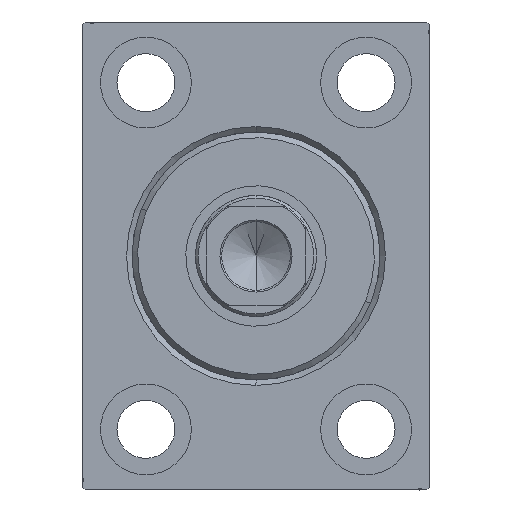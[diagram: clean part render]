
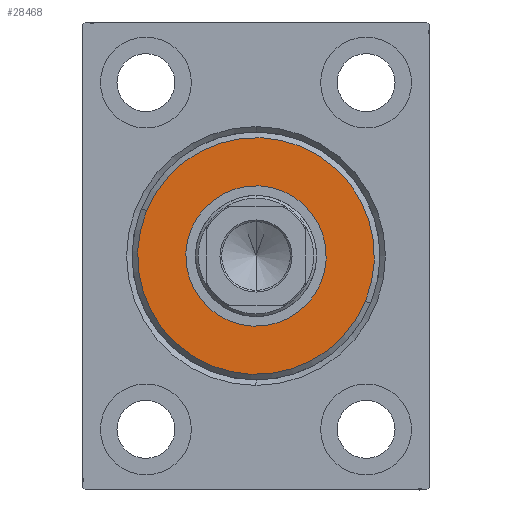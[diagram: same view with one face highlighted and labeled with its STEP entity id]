
A CAD part, left-side view. The second image highlights one B-rep face of the part: STEP entity #28468.
In plain terms, the highlighted face is planar.
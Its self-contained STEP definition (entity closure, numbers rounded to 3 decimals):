
#449 = DIRECTION ( 'NONE',  ( -1., 0., 0. ) ) ;
#3985 = DIRECTION ( 'NONE',  ( 0., 0., -1. ) ) ;
#4197 = FACE_OUTER_BOUND ( 'NONE', #36716, .T. ) ;
#6032 = VERTEX_POINT ( 'NONE', #34982 ) ;
#7382 = CIRCLE ( 'NONE', #35611, 12.75 ) ;
#11424 = ORIENTED_EDGE ( 'NONE', *, *, #19527, .T. ) ;
#11432 = ORIENTED_EDGE ( 'NONE', *, *, #31028, .T. ) ;
#11961 = DIRECTION ( 'NONE',  ( 0., 0., -1. ) ) ;
#12720 = VERTEX_POINT ( 'NONE', #40814 ) ;
#14797 = EDGE_CURVE ( 'NONE', #14839, #42222, #7382, .T. ) ;
#14839 = VERTEX_POINT ( 'NONE', #32049 ) ;
#19527 = EDGE_CURVE ( 'NONE', #12720, #6032, #20919, .T. ) ;
#20919 = CIRCLE ( 'NONE', #24451, 21.5 ) ;
#21233 = FACE_BOUND ( 'NONE', #21341, .T. ) ;
#21341 = EDGE_LOOP ( 'NONE', ( #26553, #43629 ) ) ;
#21608 = EDGE_CURVE ( 'NONE', #42222, #14839, #25185, .T. ) ;
#21671 = DIRECTION ( 'NONE',  ( 1., 0., 0. ) ) ;
#21685 = CARTESIAN_POINT ( 'NONE',  ( 3., 0., 0. ) ) ;
#22349 = AXIS2_PLACEMENT_3D ( 'NONE', #41328, #28072, #25179 ) ;
#22546 = CARTESIAN_POINT ( 'NONE',  ( 3., 0., 12.75 ) ) ;
#24451 = AXIS2_PLACEMENT_3D ( 'NONE', #40076, #27245, #37401 ) ;
#25179 = DIRECTION ( 'NONE',  ( 0., 0., -1. ) ) ;
#25185 = CIRCLE ( 'NONE', #22349, 12.75 ) ;
#26553 = ORIENTED_EDGE ( 'NONE', *, *, #21608, .T. ) ;
#27245 = DIRECTION ( 'NONE',  ( 1., 0., 0. ) ) ;
#27444 = DIRECTION ( 'NONE',  ( 0., 0., -1. ) ) ;
#27655 = CARTESIAN_POINT ( 'NONE',  ( 3., 0., 0. ) ) ;
#28072 = DIRECTION ( 'NONE',  ( -1., 0., 0. ) ) ;
#28468 = ADVANCED_FACE ( 'NONE', ( #4197, #21233 ), #41582, .T. ) ;
#28546 = DIRECTION ( 'NONE',  ( 1., 0., 0. ) ) ;
#30942 = AXIS2_PLACEMENT_3D ( 'NONE', #34512, #21671, #3985 ) ;
#31028 = EDGE_CURVE ( 'NONE', #6032, #12720, #38755, .T. ) ;
#32049 = CARTESIAN_POINT ( 'NONE',  ( 3., 0., -12.75 ) ) ;
#32422 = AXIS2_PLACEMENT_3D ( 'NONE', #21685, #28546, #11961 ) ;
#34512 = CARTESIAN_POINT ( 'NONE',  ( 3., 0., 0. ) ) ;
#34982 = CARTESIAN_POINT ( 'NONE',  ( 3., 0., -21.5 ) ) ;
#35611 = AXIS2_PLACEMENT_3D ( 'NONE', #27655, #449, #27444 ) ;
#36716 = EDGE_LOOP ( 'NONE', ( #11424, #11432 ) ) ;
#37401 = DIRECTION ( 'NONE',  ( 0., 0., -1. ) ) ;
#38755 = CIRCLE ( 'NONE', #32422, 21.5 ) ;
#40076 = CARTESIAN_POINT ( 'NONE',  ( 3., 0., 0. ) ) ;
#40814 = CARTESIAN_POINT ( 'NONE',  ( 3., 0., 21.5 ) ) ;
#41328 = CARTESIAN_POINT ( 'NONE',  ( 3., 0., 0. ) ) ;
#41582 = PLANE ( 'NONE',  #30942 ) ;
#42222 = VERTEX_POINT ( 'NONE', #22546 ) ;
#43629 = ORIENTED_EDGE ( 'NONE', *, *, #14797, .T. ) ;
